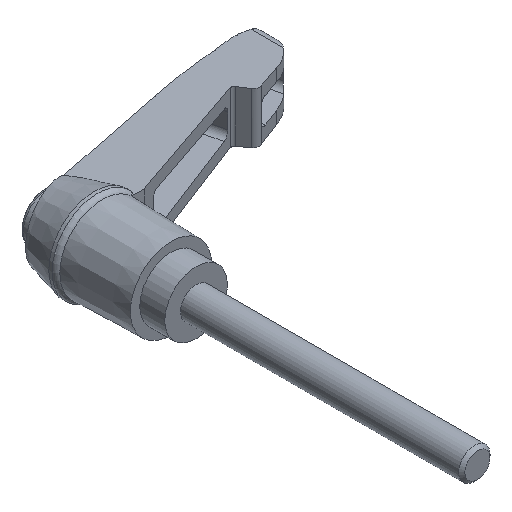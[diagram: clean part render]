
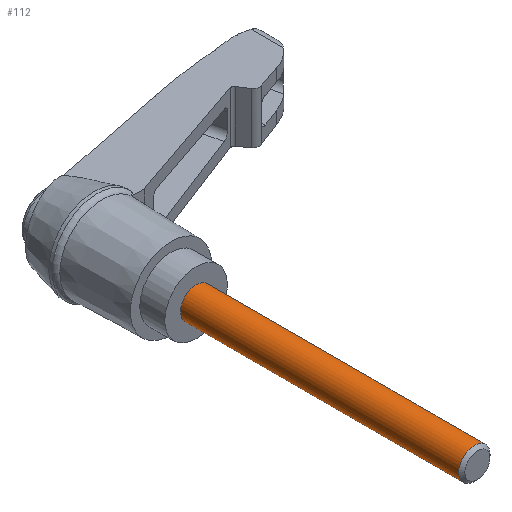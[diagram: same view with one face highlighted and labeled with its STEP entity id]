
A CAD part, isometric view. The second image highlights one B-rep face of the part: STEP entity #112.
In plain terms, the highlighted cylindrical face has radius 2.5 mm (diameter 5 mm), a full revolution.
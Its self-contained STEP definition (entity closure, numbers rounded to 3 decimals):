
#112 = ADVANCED_FACE( '', ( #299, #300 ), #301, .T. );
#299 = FACE_OUTER_BOUND( '', #570, .T. );
#300 = FACE_OUTER_BOUND( '', #571, .T. );
#301 = CYLINDRICAL_SURFACE( '', #572, 2.5 );
#570 = EDGE_LOOP( '', ( #845 ) );
#571 = EDGE_LOOP( '', ( #846 ) );
#572 = AXIS2_PLACEMENT_3D( '', #847, #848, #849 );
#845 = ORIENTED_EDGE( '', *, *, #1605, .F. );
#846 = ORIENTED_EDGE( '', *, *, #1606, .T. );
#847 = CARTESIAN_POINT( '', ( 0., -45., 0. ) );
#848 = DIRECTION( '', ( 0., 1., 0. ) );
#849 = DIRECTION( '', ( 0., 0., -1. ) );
#1605 = EDGE_CURVE( '', #1912, #1912, #1913, .T. );
#1606 = EDGE_CURVE( '', #1914, #1914, #1915, .F. );
#1912 = VERTEX_POINT( '', #2362 );
#1913 = CIRCLE( '', #2363, 2.5 );
#1914 = VERTEX_POINT( '', #2364 );
#1915 = CIRCLE( '', #2365, 2.5 );
#2362 = CARTESIAN_POINT( '', ( 0., -44.51, -2.5 ) );
#2363 = AXIS2_PLACEMENT_3D( '', #3066, #3067, #3068 );
#2364 = CARTESIAN_POINT( '', ( -2.5, 0., 0. ) );
#2365 = AXIS2_PLACEMENT_3D( '', #3069, #3070, #3071 );
#3066 = CARTESIAN_POINT( '', ( 0., -44.51, 0. ) );
#3067 = DIRECTION( '', ( 0., -1., 0. ) );
#3068 = DIRECTION( '', ( 0., 0., -1. ) );
#3069 = CARTESIAN_POINT( '', ( 0., 0., 0. ) );
#3070 = DIRECTION( '', ( 0., 1., 0. ) );
#3071 = DIRECTION( '', ( -1., 0., 0. ) );
